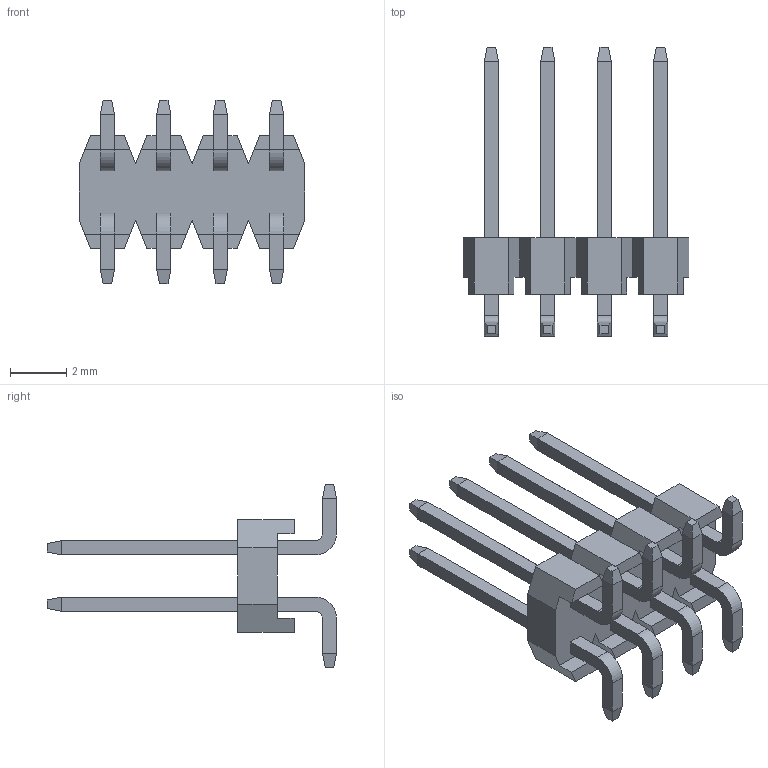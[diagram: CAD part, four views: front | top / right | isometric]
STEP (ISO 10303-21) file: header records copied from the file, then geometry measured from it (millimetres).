
FILE_DESCRIPTION((''),'2;1');
FILE_NAME('FPH20069-D08S1014220809M','2023-05-08T',('工程三'),(''),'PRO/ENGINEER BY PARAMETRIC TECHNOLOGY CORPORATION, 2010280','PRO/ENGINEER BY PARAMETRIC TECHNOLOGY CORPORATION, 2010280','');
FILE_SCHEMA(('CONFIG_CONTROL_DESIGN'));
Length unit declared in the file: millimetre
Products named in the file (1): FPH20069-D08S1014220809M
Bounding box: 8 x 10.25 x 6.5 mm (x, y, z)
Volume: 64.3 mm3; surface area: 284 mm2
Topology: 1 solids, 1 shells, 220 faces, 542 edges, 340 vertices
Faces by surface type: plane 204, cylinder 16
Entity records: 6344 total; most frequent: CARTESIAN_POINT 1102, ORIENTED_EDGE 1084, DIRECTION 1014, EDGE_CURVE 542, VECTOR 510, LINE 510, VERTEX_POINT 340, AXIS2_PLACEMENT_3D 252
